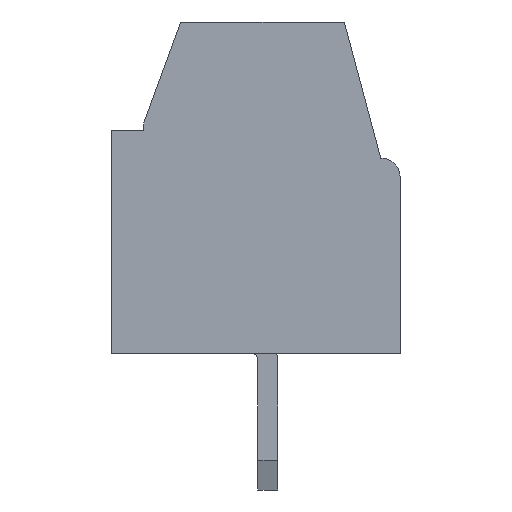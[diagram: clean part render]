
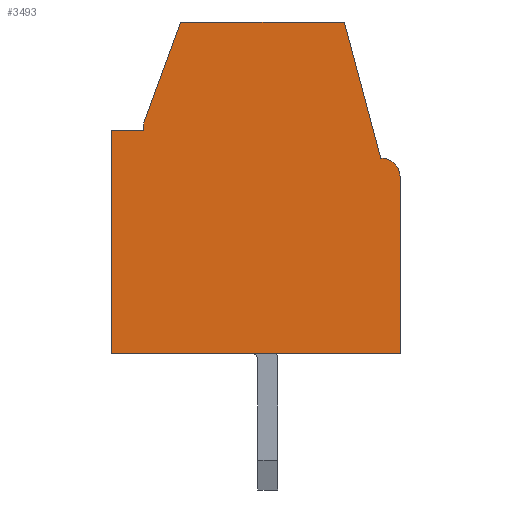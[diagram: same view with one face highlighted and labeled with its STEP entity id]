
A CAD part, left-side view. The second image highlights one B-rep face of the part: STEP entity #3493.
In plain terms, the highlighted planar face has unit normal (-1, 0, 0).
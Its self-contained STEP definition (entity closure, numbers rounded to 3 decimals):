
#154=CIRCLE('',#3763,0.495);
#302=FACE_OUTER_BOUND('',#491,.T.);
#491=EDGE_LOOP('',(#2856,#2857,#2858,#2859,#2860,#2861,#2862,#2863,#2864));
#707=LINE('',#5320,#1116);
#826=LINE('',#5579,#1235);
#827=LINE('',#5581,#1236);
#828=LINE('',#5585,#1237);
#829=LINE('',#5587,#1238);
#830=LINE('',#5589,#1239);
#831=LINE('',#5591,#1240);
#832=LINE('',#5592,#1241);
#1116=VECTOR('',#4268,1000.);
#1235=VECTOR('',#4499,1000.);
#1236=VECTOR('',#4500,1000.);
#1237=VECTOR('',#4503,1000.);
#1238=VECTOR('',#4504,1000.);
#1239=VECTOR('',#4505,1000.);
#1240=VECTOR('',#4506,1000.);
#1241=VECTOR('',#4507,1000.);
#1517=VERTEX_POINT('',#5317);
#1518=VERTEX_POINT('',#5319);
#1602=VERTEX_POINT('',#5578);
#1603=VERTEX_POINT('',#5580);
#1604=VERTEX_POINT('',#5582);
#1605=VERTEX_POINT('',#5584);
#1606=VERTEX_POINT('',#5586);
#1607=VERTEX_POINT('',#5588);
#1608=VERTEX_POINT('',#5590);
#1915=EDGE_CURVE('',#1517,#1518,#707,.T.);
#2048=EDGE_CURVE('',#1517,#1602,#826,.T.);
#2049=EDGE_CURVE('',#1602,#1603,#827,.T.);
#2050=EDGE_CURVE('',#1603,#1604,#154,.T.);
#2051=EDGE_CURVE('',#1604,#1605,#828,.T.);
#2052=EDGE_CURVE('',#1605,#1606,#829,.T.);
#2053=EDGE_CURVE('',#1606,#1607,#830,.T.);
#2054=EDGE_CURVE('',#1607,#1608,#831,.T.);
#2055=EDGE_CURVE('',#1608,#1518,#832,.T.);
#2856=ORIENTED_EDGE('',*,*,#2048,.T.);
#2857=ORIENTED_EDGE('',*,*,#2049,.T.);
#2858=ORIENTED_EDGE('',*,*,#2050,.T.);
#2859=ORIENTED_EDGE('',*,*,#2051,.T.);
#2860=ORIENTED_EDGE('',*,*,#2052,.T.);
#2861=ORIENTED_EDGE('',*,*,#2053,.T.);
#2862=ORIENTED_EDGE('',*,*,#2054,.T.);
#2863=ORIENTED_EDGE('',*,*,#2055,.T.);
#2864=ORIENTED_EDGE('',*,*,#1915,.F.);
#3323=PLANE('',#3762);
#3493=ADVANCED_FACE('',(#302),#3323,.F.);
#3762=AXIS2_PLACEMENT_3D('',#5577,#4497,#4498);
#3763=AXIS2_PLACEMENT_3D('',#5583,#4501,#4502);
#4268=DIRECTION('',(0.,0.,1.));
#4497=DIRECTION('center_axis',(1.,0.,0.));
#4498=DIRECTION('ref_axis',(0.,1.,0.));
#4499=DIRECTION('',(0.,-1.,0.));
#4500=DIRECTION('',(0.,0.,1.));
#4501=DIRECTION('center_axis',(-1.,0.,0.));
#4502=DIRECTION('ref_axis',(0.,1.,0.));
#4503=DIRECTION('',(0.,0.259,0.966));
#4504=DIRECTION('',(0.,1.,0.));
#4505=DIRECTION('',(0.,0.342,-0.94));
#4506=DIRECTION('',(0.,0.,-1.));
#4507=DIRECTION('',(0.,1.,0.));
#5317=CARTESIAN_POINT('',(-3.805,-2.683,0.559));
#5319=CARTESIAN_POINT('',(-3.805,-2.683,6.274));
#5320=CARTESIAN_POINT('',(-3.805,-2.683,0.559));
#5577=CARTESIAN_POINT('Origin',(-3.805,-9.589,5.08));
#5578=CARTESIAN_POINT('',(-3.805,-10.084,0.559));
#5579=CARTESIAN_POINT('',(-3.805,-10.084,0.559));
#5580=CARTESIAN_POINT('',(-3.805,-10.084,5.08));
#5581=CARTESIAN_POINT('',(-3.805,-10.084,5.08));
#5582=CARTESIAN_POINT('',(-3.805,-9.589,5.575));
#5583=CARTESIAN_POINT('Origin',(-3.805,-9.589,5.08));
#5584=CARTESIAN_POINT('',(-3.805,-8.653,9.068));
#5585=CARTESIAN_POINT('',(-3.805,-8.653,9.068));
#5586=CARTESIAN_POINT('',(-3.805,-4.448,9.068));
#5587=CARTESIAN_POINT('',(-3.805,-4.448,9.068));
#5588=CARTESIAN_POINT('',(-3.805,-3.505,6.477));
#5589=CARTESIAN_POINT('',(-3.805,-3.505,6.477));
#5590=CARTESIAN_POINT('',(-3.805,-3.505,6.274));
#5591=CARTESIAN_POINT('',(-3.805,-3.505,6.274));
#5592=CARTESIAN_POINT('',(-3.805,-2.692,6.274));
